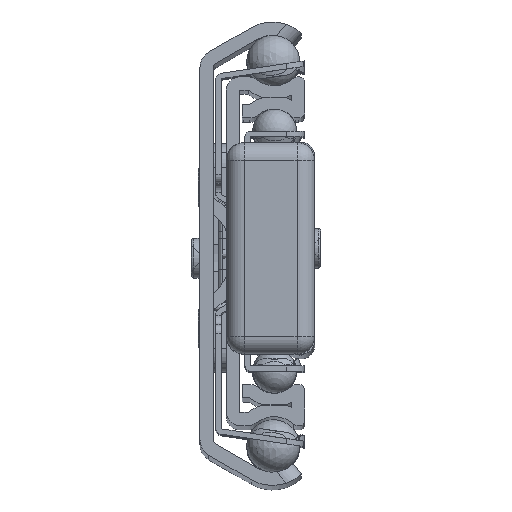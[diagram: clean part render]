
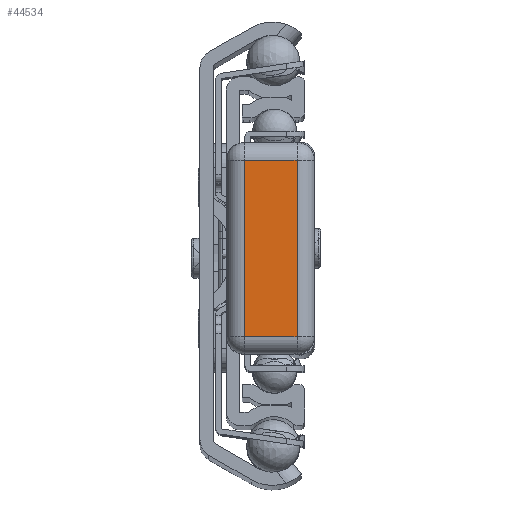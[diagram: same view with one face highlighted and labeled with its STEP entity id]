
A CAD part, top view. The second image highlights one B-rep face of the part: STEP entity #44534.
In plain terms, the highlighted planar face has unit normal (0, 0, 1).
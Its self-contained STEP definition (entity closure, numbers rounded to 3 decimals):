
#2380=PLANE('',#47513);
#4410=FACE_OUTER_BOUND('',#6772,.T.);
#6772=EDGE_LOOP('',(#31059,#31060,#31061,#31062));
#9358=LINE('',#66697,#12522);
#9360=LINE('',#66705,#12524);
#9362=LINE('',#66715,#12526);
#9364=LINE('',#66724,#12528);
#12522=VECTOR('',#53339,10.);
#12524=VECTOR('',#53347,10.);
#12526=VECTOR('',#53359,10.);
#12528=VECTOR('',#53371,10.);
#17894=VERTEX_POINT('',#66694);
#17895=VERTEX_POINT('',#66696);
#17898=VERTEX_POINT('',#66704);
#17901=VERTEX_POINT('',#66714);
#22826=EDGE_CURVE('',#17894,#17895,#9358,.T.);
#22830=EDGE_CURVE('',#17895,#17898,#9360,.T.);
#22835=EDGE_CURVE('',#17898,#17901,#9362,.T.);
#22840=EDGE_CURVE('',#17901,#17894,#9364,.T.);
#31059=ORIENTED_EDGE('',*,*,#22826,.F.);
#31060=ORIENTED_EDGE('',*,*,#22840,.F.);
#31061=ORIENTED_EDGE('',*,*,#22835,.F.);
#31062=ORIENTED_EDGE('',*,*,#22830,.F.);
#44534=ADVANCED_FACE('',(#4410),#2380,.T.);
#47513=AXIS2_PLACEMENT_3D('',#66738,#53393,#53394);
#53339=DIRECTION('',(0.,1.,0.));
#53347=DIRECTION('',(1.,0.,0.));
#53359=DIRECTION('',(0.,-1.,0.));
#53371=DIRECTION('',(-1.,0.,0.));
#53393=DIRECTION('center_axis',(0.,0.,
1.));
#53394=DIRECTION('ref_axis',(-1.,0.,0.));
#66694=CARTESIAN_POINT('',(-3.2,-10.,500.));
#66696=CARTESIAN_POINT('',(-3.2,10.,500.));
#66697=CARTESIAN_POINT('',(-3.2,-5.,500.));
#66704=CARTESIAN_POINT('',(2.8,10.,500.));
#66705=CARTESIAN_POINT('',(-1.7,10.,500.));
#66714=CARTESIAN_POINT('',(2.8,-10.,500.));
#66715=CARTESIAN_POINT('',(2.8,5.,500.));
#66724=CARTESIAN_POINT('',(1.3,-10.,500.));
#66738=CARTESIAN_POINT('Origin',(-0.2,0.,
500.));
